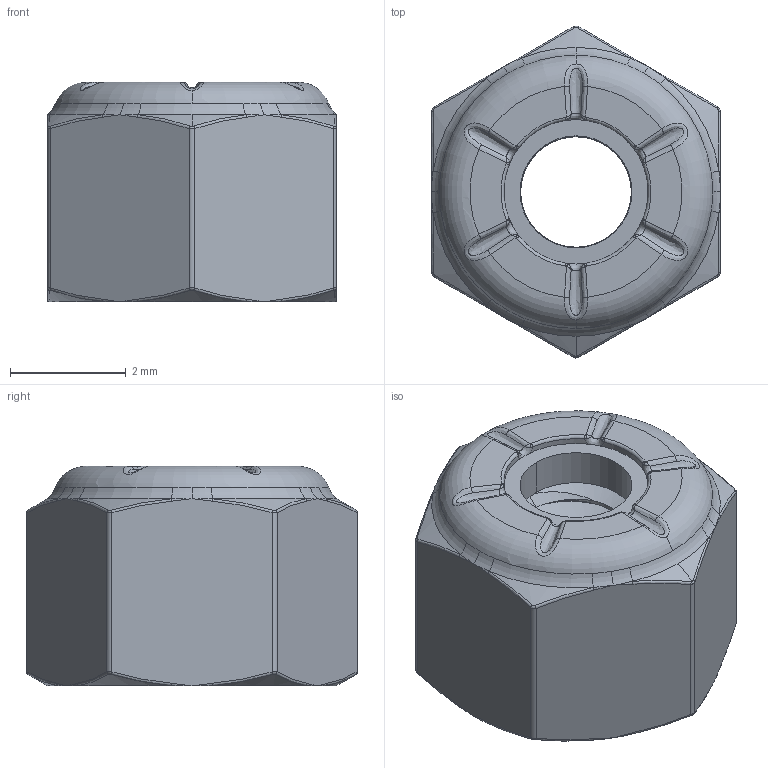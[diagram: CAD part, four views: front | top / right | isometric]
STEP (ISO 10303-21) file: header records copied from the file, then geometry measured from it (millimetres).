
FILE_DESCRIPTION(/* description */ (''),/* implementation_level */ '2;1');
FILE_NAME(/* name */ 'M2.5 locknut_v3.step',/* time_stamp */ '2023-01-15T11:58:30-08:00',/* author */ (''),/* organization */ (''),/* preprocessor_version */ 'ST-DEVELOPER v19.2',/* originating_system */ 'Autodesk Translation Framework v11.17.0.187',/* authorisation */ '');
FILE_SCHEMA (('AUTOMOTIVE_DESIGN { 1 0 10303 214 3 1 1 }'));
Length unit declared in the file: millimetre
Products named in the file (2): M2.5 locknut; 93625A102_18-8 Stainless Steel Nylon-Insert Locknut
Assembly tree (1 placements, depth 2):
  M2.5 locknut
    93625A102_18-8 Stainless Steel Nylon-Insert Locknut
Bounding box: 5 x 5.74 x 3.8 mm (x, y, z)
Volume: 64.2 mm3; surface area: 144.5 mm2
Topology: 2 solids, 2 shells, 204 faces, 510 edges, 274 vertices
Faces by surface type: bspline 117, torus 27, cylinder 25, cone 20, plane 15
Entity records: 9335 total; most frequent: CARTESIAN_POINT 5488, ORIENTED_EDGE 950, DIRECTION 608, EDGE_CURVE 475, AXIS2_PLACEMENT_3D 285, VERTEX_POINT 274, B_SPLINE_CURVE_WITH_KNOTS 213, EDGE_LOOP 207
